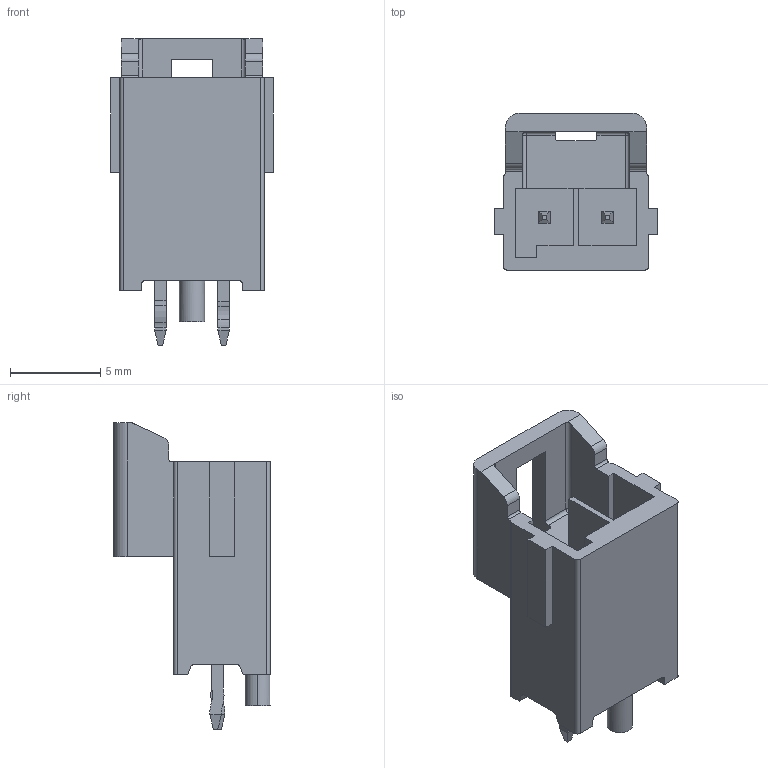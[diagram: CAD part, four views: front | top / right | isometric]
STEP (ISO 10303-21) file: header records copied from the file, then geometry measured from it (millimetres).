
FILE_DESCRIPTION((''),'2;1');
FILE_NAME('1722861102','2014-12-17T',('me'),(''),'PRO/ENGINEER BY PARAMETRIC TECHNOLOGY CORPORATION, 2011490','PRO/ENGINEER BY PARAMETRIC TECHNOLOGY CORPORATION, 2011490','');
FILE_SCHEMA(('CONFIG_CONTROL_DESIGN'));
Length unit declared in the file: millimetre
Products named in the file (1): 1722861102
Bounding box: 9 x 8.67 x 16.95 mm (x, y, z)
Volume: 394.9 mm3; surface area: 838.4 mm2
Topology: 1 solids, 1 shells, 161 faces, 445 edges, 290 vertices
Faces by surface type: plane 109, cylinder 50, sphere 2
Entity records: 5164 total; most frequent: CARTESIAN_POINT 945, ORIENTED_EDGE 880, DIRECTION 857, EDGE_CURVE 440, VECTOR 337, LINE 337, VERTEX_POINT 284, AXIS2_PLACEMENT_3D 260
